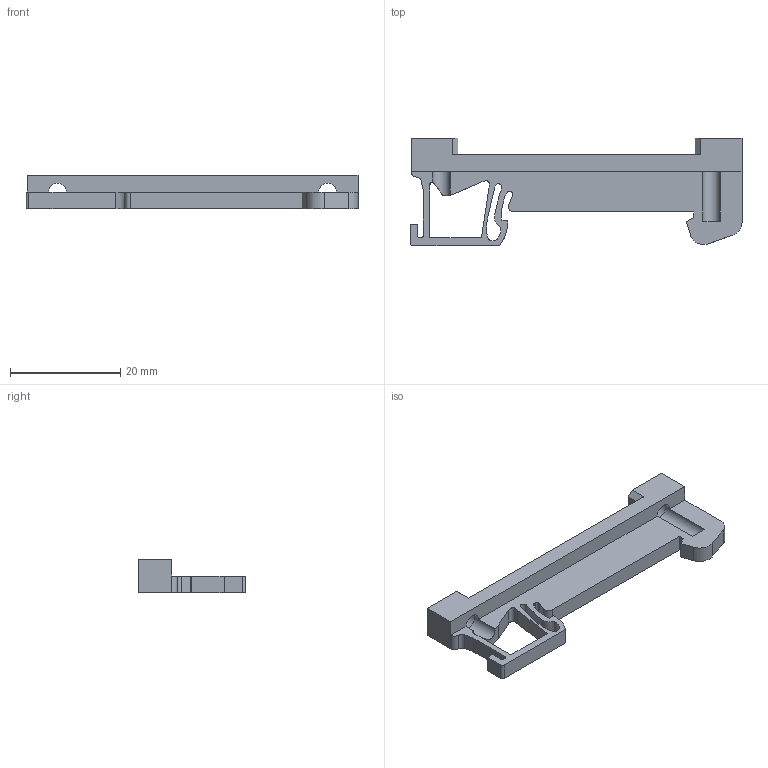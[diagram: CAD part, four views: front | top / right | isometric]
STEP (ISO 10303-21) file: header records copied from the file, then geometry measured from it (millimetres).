
FILE_DESCRIPTION(/* description */ (''),/* implementation_level */ '2;1');
FILE_NAME(/* name */ 'DIN_Rail_RPi3B+ v17.step',/* time_stamp */ '2019-05-21T21:17:40+02:00',/* author */ ('preissler.andreas'),/* organization */ (''),/* preprocessor_version */ 'ST-DEVELOPER v18',/* originating_system */ 'Autodesk Translation Framework v8.2.0.1029',/* authorisation */ '');
FILE_SCHEMA (('AUTOMOTIVE_DESIGN { 1 0 10303 214 3 1 1 }'));
Length unit declared in the file: millimetre
Products named in the file (1): DIN_Rail_RPi3B+
Bounding box: 60.19 x 19.44 x 6 mm (x, y, z)
Volume: 2564.3 mm3; surface area: 2697.3 mm2
Topology: 1 solids, 1 shells, 56 faces, 162 edges, 107 vertices
Faces by surface type: plane 37, cylinder 14, bspline 5
Full cylindrical faces by diameter (mm): 3.2 x2, 4 x2
Entity records: 2404 total; most frequent: CARTESIAN_POINT 905, ORIENTED_EDGE 324, DIRECTION 283, EDGE_CURVE 162, LINE 121, VECTOR 121, VERTEX_POINT 107, AXIS2_PLACEMENT_3D 81
